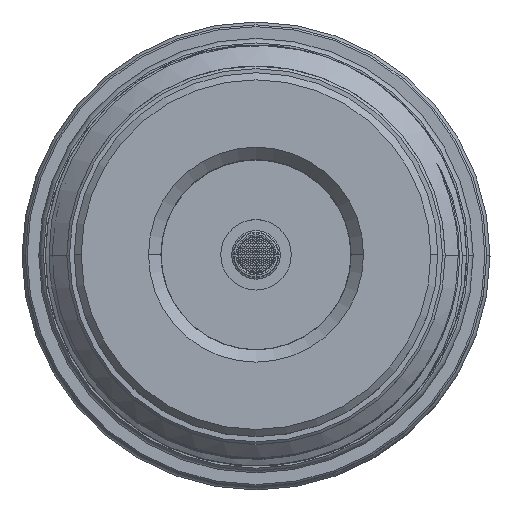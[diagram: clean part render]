
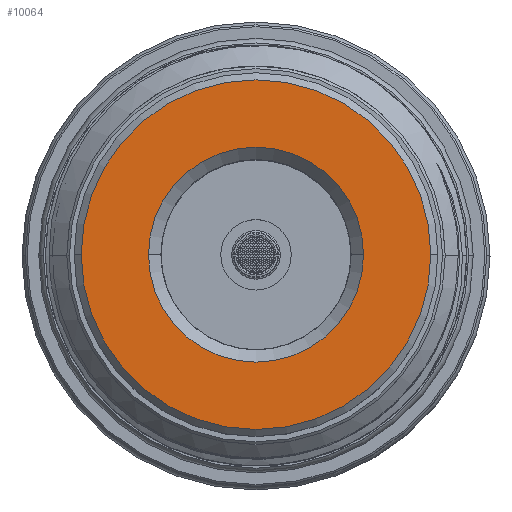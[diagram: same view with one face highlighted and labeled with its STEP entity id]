
A CAD part, top view. The second image highlights one B-rep face of the part: STEP entity #10064.
In plain terms, the highlighted planar face has unit normal (0, 0, 1).
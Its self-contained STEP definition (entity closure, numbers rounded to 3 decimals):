
#2052 = VERTEX_POINT ( 'NONE', #90276 ) ;
#2858 = AXIS2_PLACEMENT_3D ( 'NONE', #100703, #61213, #6781 ) ;
#3964 = DIRECTION ( 'NONE',  ( 1., 0., 0. ) ) ;
#6781 = DIRECTION ( 'NONE',  ( -1., 0., 0. ) ) ;
#10064 = ADVANCED_FACE ( 'NONE', ( #14836, #42904 ), #90060, .F. ) ;
#12752 = CARTESIAN_POINT ( 'NONE',  ( 0., 0., 89.528 ) ) ;
#13401 = DIRECTION ( 'NONE',  ( -1., 0., 0. ) ) ;
#13649 = ORIENTED_EDGE ( 'NONE', *, *, #86153, .F. ) ;
#14384 = CIRCLE ( 'NONE', #82265, 12.2 ) ;
#14836 = FACE_OUTER_BOUND ( 'NONE', #27445, .T. ) ;
#14941 = AXIS2_PLACEMENT_3D ( 'NONE', #70465, #16341, #86167 ) ;
#16244 = ORIENTED_EDGE ( 'NONE', *, *, #32240, .F. ) ;
#16341 = DIRECTION ( 'NONE',  ( 0., 0., -1. ) ) ;
#18915 = CIRCLE ( 'NONE', #54695, 12.2 ) ;
#22421 = ORIENTED_EDGE ( 'NONE', *, *, #42517, .F. ) ;
#26021 = EDGE_LOOP ( 'NONE', ( #22421, #16244 ) ) ;
#27445 = EDGE_LOOP ( 'NONE', ( #86848, #13649 ) ) ;
#29083 = DIRECTION ( 'NONE',  ( 1., 0., 0. ) ) ;
#32240 = EDGE_CURVE ( 'NONE', #96526, #95132, #14384, .T. ) ;
#42517 = EDGE_CURVE ( 'NONE', #95132, #96526, #18915, .T. ) ;
#42904 = FACE_BOUND ( 'NONE', #26021, .T. ) ;
#46517 = EDGE_CURVE ( 'NONE', #2052, #68050, #95628, .T. ) ;
#51572 = DIRECTION ( 'NONE',  ( 0., 0., -1. ) ) ;
#52725 = CIRCLE ( 'NONE', #14941, 19.84 ) ;
#54695 = AXIS2_PLACEMENT_3D ( 'NONE', #75682, #84209, #29083 ) ;
#58712 = CARTESIAN_POINT ( 'NONE',  ( 0., 0., 89.528 ) ) ;
#61213 = DIRECTION ( 'NONE',  ( 0., 0., -1. ) ) ;
#68050 = VERTEX_POINT ( 'NONE', #89041 ) ;
#70465 = CARTESIAN_POINT ( 'NONE',  ( 0., 0., 89.528 ) ) ;
#70734 = AXIS2_PLACEMENT_3D ( 'NONE', #12752, #51572, #13401 ) ;
#73636 = CARTESIAN_POINT ( 'NONE',  ( 12.2, 0., 89.528 ) ) ;
#75682 = CARTESIAN_POINT ( 'NONE',  ( 0., 0., 89.528 ) ) ;
#82265 = AXIS2_PLACEMENT_3D ( 'NONE', #58712, #96882, #3964 ) ;
#84209 = DIRECTION ( 'NONE',  ( 0., 0., 1. ) ) ;
#86153 = EDGE_CURVE ( 'NONE', #68050, #2052, #52725, .T. ) ;
#86167 = DIRECTION ( 'NONE',  ( -1., 0., 0. ) ) ;
#86848 = ORIENTED_EDGE ( 'NONE', *, *, #46517, .F. ) ;
#89041 = CARTESIAN_POINT ( 'NONE',  ( 19.84, 0., 89.528 ) ) ;
#89438 = CARTESIAN_POINT ( 'NONE',  ( -12.2, 0., 89.528 ) ) ;
#90060 = PLANE ( 'NONE',  #70734 ) ;
#90276 = CARTESIAN_POINT ( 'NONE',  ( -19.84, 0., 89.528 ) ) ;
#95132 = VERTEX_POINT ( 'NONE', #73636 ) ;
#95628 = CIRCLE ( 'NONE', #2858, 19.84 ) ;
#96526 = VERTEX_POINT ( 'NONE', #89438 ) ;
#96882 = DIRECTION ( 'NONE',  ( 0., 0., 1. ) ) ;
#100703 = CARTESIAN_POINT ( 'NONE',  ( 0., 0., 89.528 ) ) ;
